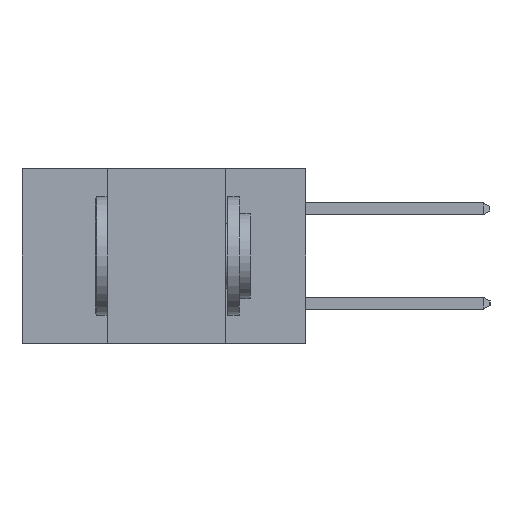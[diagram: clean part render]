
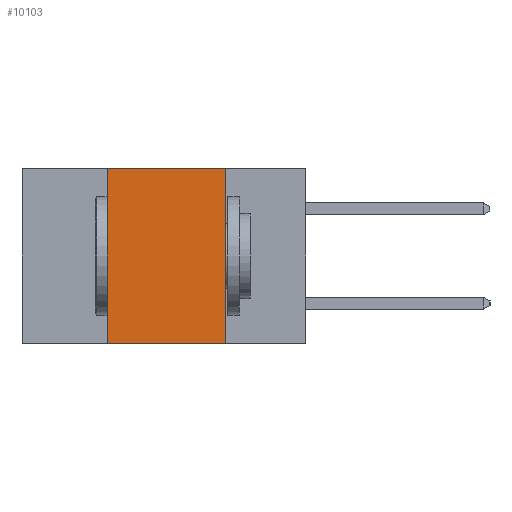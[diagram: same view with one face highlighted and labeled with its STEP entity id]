
A CAD part, left-side view. The second image highlights one B-rep face of the part: STEP entity #10103.
In plain terms, the highlighted planar face has unit normal (-1, 0, 0).
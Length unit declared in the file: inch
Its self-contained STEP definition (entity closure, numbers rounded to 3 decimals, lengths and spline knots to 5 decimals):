
#165 = ORIENTED_EDGE ( 'NONE', *, *, #8295, .T. ) ;
#381 = DIRECTION ( 'NONE',  ( 0., 0., 1. ) ) ;
#1565 = FACE_OUTER_BOUND ( 'NONE', #4837, .T. ) ;
#3328 = AXIS2_PLACEMENT_3D ( 'NONE', #3641, #5036, #14792 ) ;
#3641 = CARTESIAN_POINT ( 'NONE',  ( 0., 0.6, 0. ) ) ;
#4158 = CARTESIAN_POINT ( 'NONE',  ( 0., 0.6, -0.37 ) ) ;
#4735 = DIRECTION ( 'NONE',  ( 0., -1., 0. ) ) ;
#4837 = EDGE_LOOP ( 'NONE', ( #9812, #16794, #15093, #165 ) ) ;
#4867 = VERTEX_POINT ( 'NONE', #16955 ) ;
#4919 = LINE ( 'NONE', #12335, #15577 ) ;
#4983 = VECTOR ( 'NONE', #15728, 39.37008 ) ;
#5036 = DIRECTION ( 'NONE',  ( 1., 0., 0. ) ) ;
#5735 = CARTESIAN_POINT ( 'NONE',  ( 0., 0.42, -0.37 ) ) ;
#5828 = CARTESIAN_POINT ( 'NONE',  ( 0., 0.17, -0.37 ) ) ;
#5879 = VERTEX_POINT ( 'NONE', #5735 ) ;
#6483 = EDGE_CURVE ( 'NONE', #4867, #6909, #16085, .T. ) ;
#6909 = VERTEX_POINT ( 'NONE', #5828 ) ;
#7495 = CARTESIAN_POINT ( 'NONE',  ( 0., 0.42, 0. ) ) ;
#8295 = EDGE_CURVE ( 'NONE', #5879, #6909, #11894, .T. ) ;
#9383 = DIRECTION ( 'NONE',  ( 0., -1., 0. ) ) ;
#9812 = ORIENTED_EDGE ( 'NONE', *, *, #6483, .F. ) ;
#10103 = ADVANCED_FACE ( 'NONE', ( #1565 ), #11990, .F. ) ;
#10173 = CARTESIAN_POINT ( 'NONE',  ( 0., 0.42, -0.37 ) ) ;
#11173 = LINE ( 'NONE', #10173, #14466 ) ;
#11894 = LINE ( 'NONE', #4158, #15153 ) ;
#11990 = PLANE ( 'NONE',  #3328 ) ;
#12335 = CARTESIAN_POINT ( 'NONE',  ( 0., 0.6, 0. ) ) ;
#14466 = VECTOR ( 'NONE', #381, 39.37008 ) ;
#14792 = DIRECTION ( 'NONE',  ( 0., 0., -1. ) ) ;
#15093 = ORIENTED_EDGE ( 'NONE', *, *, #17716, .F. ) ;
#15153 = VECTOR ( 'NONE', #4735, 39.37008 ) ;
#15577 = VECTOR ( 'NONE', #9383, 39.37008 ) ;
#15640 = CARTESIAN_POINT ( 'NONE',  ( 0., 0.17, -0.37 ) ) ;
#15728 = DIRECTION ( 'NONE',  ( 0., 0., -1. ) ) ;
#16085 = LINE ( 'NONE', #15640, #4983 ) ;
#16410 = VERTEX_POINT ( 'NONE', #7495 ) ;
#16680 = EDGE_CURVE ( 'NONE', #16410, #4867, #4919, .T. ) ;
#16794 = ORIENTED_EDGE ( 'NONE', *, *, #16680, .F. ) ;
#16955 = CARTESIAN_POINT ( 'NONE',  ( 0., 0.17, 0. ) ) ;
#17716 = EDGE_CURVE ( 'NONE', #5879, #16410, #11173, .T. ) ;
